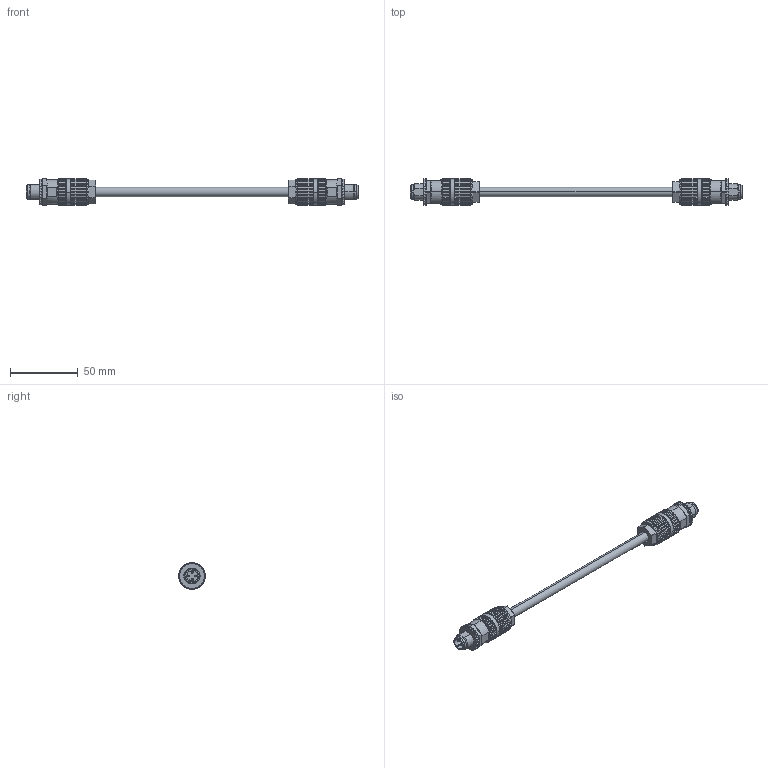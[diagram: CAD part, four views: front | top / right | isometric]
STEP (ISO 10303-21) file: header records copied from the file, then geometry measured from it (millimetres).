
FILE_DESCRIPTION (( 'STEP AP214' ), '1' );
FILE_NAME ('TRGPA404_3D.STEP', '2020-03-04T15:33:55', ( '' ), ( '' ), 'SwSTEP 2.0', 'SolidWorks 2018', '' );
FILE_SCHEMA (( 'AUTOMOTIVE_DESIGN' ));
Length unit declared in the file: inch
Products named in the file (3): M12FT4DMS; TRGPA404_3D; 1AL04-078_1AL03-152
Assembly tree (3 placements, depth 2):
  TRGPA404_3D
    1AL04-078_1AL03-152
    M12FT4DMS  x2
Bounding box: 245.1 x 19.6 x 19.6 mm (x, y, z)
Volume: 28399.4 mm3; surface area: 12519.2 mm2
Topology: 3 solids, 7 shells, 1154 faces, 3172 edges, 2034 vertices
Faces by surface type: plane 654, cylinder 288, cone 178, bspline 22, sphere 12
Entity records: 19549 total; most frequent: CARTESIAN_POINT 5153, ORIENTED_EDGE 3154, DIRECTION 2801, EDGE_CURVE 1577, VERTEX_POINT 1019, AXIS2_PLACEMENT_3D 990, VECTOR 821, LINE 821
